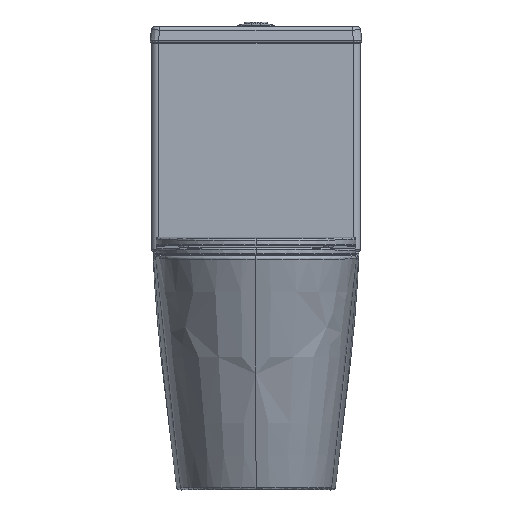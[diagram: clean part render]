
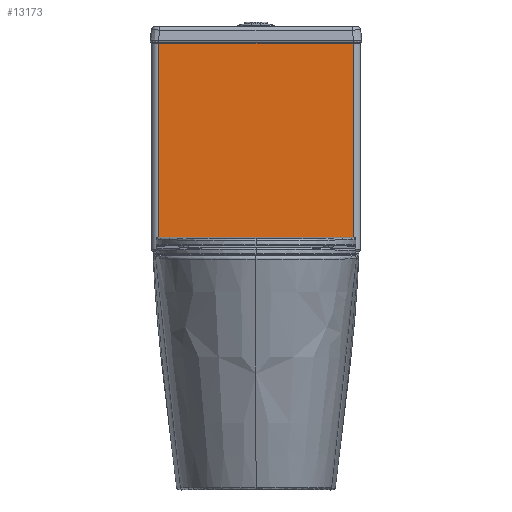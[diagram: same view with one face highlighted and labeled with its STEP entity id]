
A CAD part, top view. The second image highlights one B-rep face of the part: STEP entity #13173.
In plain terms, the highlighted planar face has unit normal (0, 0, 1).
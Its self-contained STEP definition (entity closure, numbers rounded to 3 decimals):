
#5443 = CARTESIAN_POINT ( 'NONE',  ( -241.552, 612.1, 708.309 ) ) ;
#12067 = CARTESIAN_POINT ( 'NONE',  ( 107.552, 612.1, 708.309 ) ) ;
#13173 = ADVANCED_FACE ( 'NONE', ( #69504 ), #25957, .T. ) ;
#13823 = LINE ( 'NONE', #15571, #22732 ) ;
#14955 = AXIS2_PLACEMENT_3D ( 'NONE', #61812, #79475, #62395 ) ;
#15571 = CARTESIAN_POINT ( 'NONE',  ( -241.552, 612.1, 708.309 ) ) ;
#18454 = VECTOR ( 'NONE', #40232, 1000. ) ;
#22732 = VECTOR ( 'NONE', #86702, 1000. ) ;
#25957 = PLANE ( 'NONE',  #14955 ) ;
#29994 = EDGE_CURVE ( 'NONE', #91413, #69962, #31528, .T. ) ;
#31528 = LINE ( 'NONE', #111524, #104308 ) ;
#40232 = DIRECTION ( 'NONE',  ( 0., 1., 0. ) ) ;
#49938 = EDGE_CURVE ( 'NONE', #69962, #86481, #112547, .T. ) ;
#50676 = CARTESIAN_POINT ( 'NONE',  ( 107.552, 612.1, 708.309 ) ) ;
#53516 = DIRECTION ( 'NONE',  ( -1., 0., 0. ) ) ;
#54184 = VERTEX_POINT ( 'NONE', #95619 ) ;
#58881 = VECTOR ( 'NONE', #53516, 1000. ) ;
#60052 = CARTESIAN_POINT ( 'NONE',  ( 107.552, 982.1, 708.309 ) ) ;
#61812 = CARTESIAN_POINT ( 'NONE',  ( -67., 609.1, 708.309 ) ) ;
#62395 = DIRECTION ( 'NONE',  ( 1., 0., 0. ) ) ;
#64910 = ORIENTED_EDGE ( 'NONE', *, *, #69369, .F. ) ;
#65092 = ORIENTED_EDGE ( 'NONE', *, *, #92424, .T. ) ;
#68312 = ORIENTED_EDGE ( 'NONE', *, *, #49938, .T. ) ;
#69369 = EDGE_CURVE ( 'NONE', #91413, #54184, #13823, .T. ) ;
#69504 = FACE_OUTER_BOUND ( 'NONE', #106006, .T. ) ;
#69962 = VERTEX_POINT ( 'NONE', #50676 ) ;
#79475 = DIRECTION ( 'NONE',  ( 0., 0., 1. ) ) ;
#79667 = ORIENTED_EDGE ( 'NONE', *, *, #29994, .T. ) ;
#81153 = LINE ( 'NONE', #115282, #58881 ) ;
#86481 = VERTEX_POINT ( 'NONE', #60052 ) ;
#86702 = DIRECTION ( 'NONE',  ( 0., 1., 0. ) ) ;
#91413 = VERTEX_POINT ( 'NONE', #5443 ) ;
#92424 = EDGE_CURVE ( 'NONE', #86481, #54184, #81153, .T. ) ;
#94446 = DIRECTION ( 'NONE',  ( 1., 0., 0. ) ) ;
#95619 = CARTESIAN_POINT ( 'NONE',  ( -241.552, 982.1, 708.309 ) ) ;
#104308 = VECTOR ( 'NONE', #94446, 1000. ) ;
#106006 = EDGE_LOOP ( 'NONE', ( #68312, #65092, #64910, #79667 ) ) ;
#111524 = CARTESIAN_POINT ( 'NONE',  ( -241.552, 612.1, 708.309 ) ) ;
#112547 = LINE ( 'NONE', #12067, #18454 ) ;
#115282 = CARTESIAN_POINT ( 'NONE',  ( 107.552, 982.1, 708.309 ) ) ;
